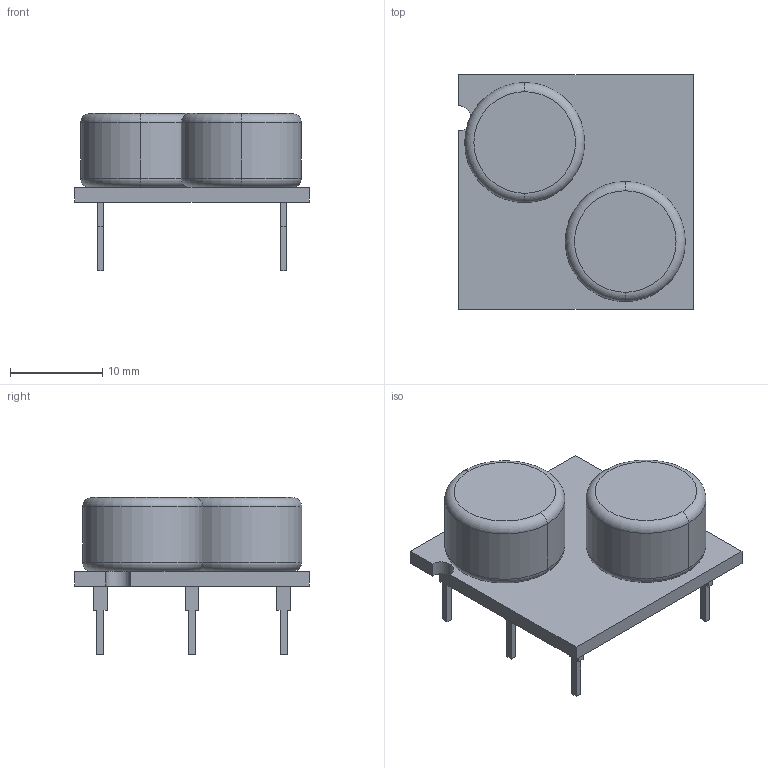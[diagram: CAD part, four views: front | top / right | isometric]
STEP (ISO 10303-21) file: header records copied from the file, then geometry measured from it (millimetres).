
FILE_DESCRIPTION(('FreeCAD Model'),'2;1');
FILE_NAME('Compound.step', '2017-04-03T15:40:47',('kicad StepUp'),('ksu MCAD'), 'Open CASCADE STEP processor 6.8','FreeCAD','Unknown');
FILE_SCHEMA(('AUTOMOTIVE_DESIGN_CC2 { 1 2 10303 214 -1 1 5 4 }'));
Length unit declared in the file: millimetre
Products named in the file (1): Compound
Bounding box: 25.41 x 25.42 x 17 mm (x, y, z)
Volume: 3142.7 mm3; surface area: 2686.2 mm2
Topology: 3 solids, 3 shells, 69 faces, 166 edges, 108 vertices
Faces by surface type: plane 56, torus 8, cylinder 5
Entity records: 2475 total; most frequent: CARTESIAN_POINT 344, DIRECTION 332, ORIENTED_EDGE 332, EDGE_CURVE 166, LINE 140, VECTOR 140, VERTEX_POINT 108, AXIS2_PLACEMENT_3D 96
